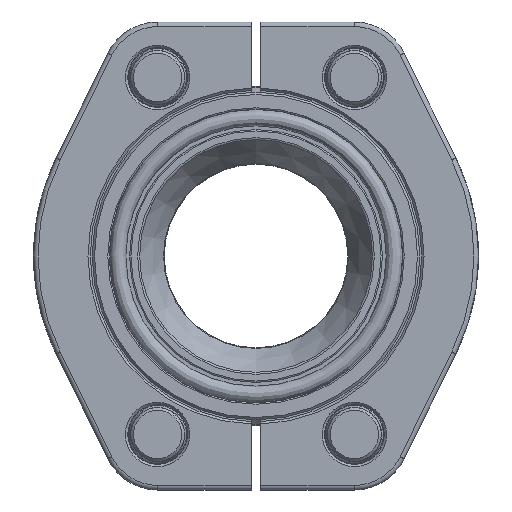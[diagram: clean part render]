
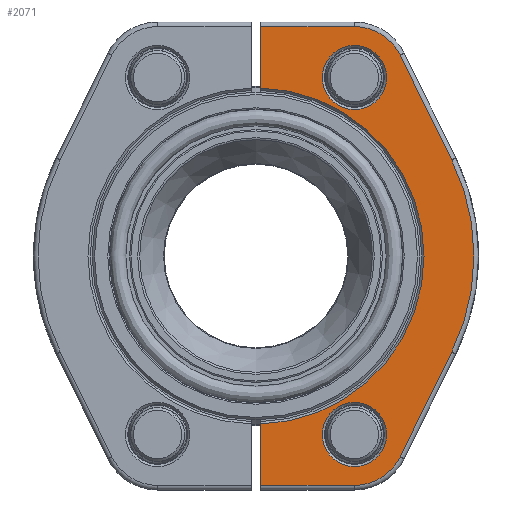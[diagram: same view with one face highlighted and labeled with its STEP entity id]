
A CAD part, left-side view. The second image highlights one B-rep face of the part: STEP entity #2071.
In plain terms, the highlighted face is planar.
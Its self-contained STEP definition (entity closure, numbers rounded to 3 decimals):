
#928=PLANE('',#2552);
#1089=EDGE_LOOP('',(#1475));
#1090=EDGE_LOOP('',(#1476));
#1091=EDGE_LOOP('',(#1477,#1478,#1479,#1480,#1481,#1482,#1483,#1484,#1485,
#1486));
#1214=CIRCLE('',#2546,7.);
#1215=CIRCLE('',#2547,7.);
#1216=CIRCLE('',#2548,36.625);
#1217=CIRCLE('',#2549,11.1);
#1218=CIRCLE('',#2550,47.5);
#1219=CIRCLE('',#2551,11.1);
#1475=ORIENTED_EDGE('',*,*,#1782,.T.);
#1476=ORIENTED_EDGE('',*,*,#1783,.T.);
#1477=ORIENTED_EDGE('',*,*,#1784,.T.);
#1478=ORIENTED_EDGE('',*,*,#1785,.T.);
#1479=ORIENTED_EDGE('',*,*,#1786,.T.);
#1480=ORIENTED_EDGE('',*,*,#1787,.T.);
#1481=ORIENTED_EDGE('',*,*,#1788,.T.);
#1482=ORIENTED_EDGE('',*,*,#1789,.T.);
#1483=ORIENTED_EDGE('',*,*,#1790,.T.);
#1484=ORIENTED_EDGE('',*,*,#1791,.T.);
#1485=ORIENTED_EDGE('',*,*,#1792,.T.);
#1486=ORIENTED_EDGE('',*,*,#1793,.T.);
#1782=EDGE_CURVE('',#2350,#2350,#1214,.T.);
#1783=EDGE_CURVE('',#2351,#2351,#1215,.T.);
#1784=EDGE_CURVE('',#2352,#2353,#1902,.T.);
#1785=EDGE_CURVE('',#2353,#2354,#1903,.T.);
#1786=EDGE_CURVE('',#2354,#2355,#1216,.T.);
#1787=EDGE_CURVE('',#2355,#2356,#1904,.T.);
#1788=EDGE_CURVE('',#2356,#2357,#1905,.T.);
#1789=EDGE_CURVE('',#2357,#2358,#1217,.T.);
#1790=EDGE_CURVE('',#2358,#2359,#1906,.T.);
#1791=EDGE_CURVE('',#2359,#2360,#1218,.T.);
#1792=EDGE_CURVE('',#2360,#2361,#1907,.T.);
#1793=EDGE_CURVE('',#2361,#2352,#1219,.T.);
#1902=LINE('',#3538,#1962);
#1903=LINE('',#3541,#1963);
#1904=LINE('',#3545,#1964);
#1905=LINE('',#3547,#1965);
#1906=LINE('',#3551,#1966);
#1907=LINE('',#3555,#1967);
#1962=VECTOR('',#2996,1.);
#1963=VECTOR('',#2997,1.);
#1964=VECTOR('',#3000,1.);
#1965=VECTOR('',#3001,1.);
#1966=VECTOR('',#3004,1.);
#1967=VECTOR('',#3007,1.);
#2071=ADVANCED_FACE('',(#2226,#2227,#2228),#928,.T.);
#2226=FACE_BOUND('',#1089,.T.);
#2227=FACE_BOUND('',#1090,.T.);
#2228=FACE_BOUND('',#1091,.T.);
#2350=VERTEX_POINT('',#3535);
#2351=VERTEX_POINT('',#3537);
#2352=VERTEX_POINT('',#3539);
#2353=VERTEX_POINT('',#3540);
#2354=VERTEX_POINT('',#3542);
#2355=VERTEX_POINT('',#3544);
#2356=VERTEX_POINT('',#3546);
#2357=VERTEX_POINT('',#3548);
#2358=VERTEX_POINT('',#3550);
#2359=VERTEX_POINT('',#3552);
#2360=VERTEX_POINT('',#3554);
#2361=VERTEX_POINT('',#3556);
#2546=AXIS2_PLACEMENT_3D('',#3534,#2992,#2993);
#2547=AXIS2_PLACEMENT_3D('',#3536,#2994,#2995);
#2548=AXIS2_PLACEMENT_3D('',#3543,#2998,#2999);
#2549=AXIS2_PLACEMENT_3D('',#3549,#3002,#3003);
#2550=AXIS2_PLACEMENT_3D('',#3553,#3005,#3006);
#2551=AXIS2_PLACEMENT_3D('',#3557,#3008,#3009);
#2552=AXIS2_PLACEMENT_3D('',#3558,#3010,#3011);
#2992=DIRECTION('',(0.,0.,1.));
#2993=DIRECTION('',(-1.,0.,0.));
#2994=DIRECTION('',(0.,0.,1.));
#2995=DIRECTION('',(-1.,0.,0.));
#2996=DIRECTION('',(0.,1.,0.));
#2997=DIRECTION('',(1.,0.,0.));
#2998=DIRECTION('',(0.,0.,1.));
#2999=DIRECTION('',(-1.,0.,0.));
#3000=DIRECTION('',(1.,0.,0.));
#3001=DIRECTION('',(0.,-1.,0.));
#3002=DIRECTION('',(0.,0.,-1.));
#3003=DIRECTION('',(-1.,0.,0.));
#3004=DIRECTION('',(-0.898,-0.441,0.));
#3005=DIRECTION('',(0.,0.,-1.));
#3006=DIRECTION('',(-1.,0.,0.));
#3007=DIRECTION('',(-0.898,0.441,0.));
#3008=DIRECTION('',(0.,0.,-1.));
#3009=DIRECTION('',(-1.,0.,0.));
#3010=DIRECTION('',(0.,0.,-1.));
#3011=DIRECTION('',(-1.,0.,0.));
#3534=CARTESIAN_POINT('',(-38.9,-21.45,0.));
#3535=CARTESIAN_POINT('',(-45.9,-21.45,0.));
#3536=CARTESIAN_POINT('',(38.9,-21.45,0.));
#3537=CARTESIAN_POINT('',(31.9,-21.45,0.));
#3538=CARTESIAN_POINT('',(-50.,-21.45,0.));
#3539=CARTESIAN_POINT('',(-50.,-21.45,0.));
#3540=CARTESIAN_POINT('',(-50.,-1.,0.));
#3541=CARTESIAN_POINT('',(-60.,-1.,0.));
#3542=CARTESIAN_POINT('',(-36.611,-1.,0.));
#3543=CARTESIAN_POINT('',(0.,0.,0.));
#3544=CARTESIAN_POINT('',(36.611,-1.,0.));
#3545=CARTESIAN_POINT('',(-60.,-1.,0.));
#3546=CARTESIAN_POINT('',(50.,-1.,0.));
#3547=CARTESIAN_POINT('',(50.,-21.45,0.));
#3548=CARTESIAN_POINT('',(50.,-21.45,0.));
#3549=CARTESIAN_POINT('',(38.9,-21.45,0.));
#3550=CARTESIAN_POINT('',(43.793,-31.414,0.));
#3551=CARTESIAN_POINT('',(43.793,-31.414,0.));
#3552=CARTESIAN_POINT('',(20.937,-42.637,0.));
#3553=CARTESIAN_POINT('',(0.,0.,0.));
#3554=CARTESIAN_POINT('',(-20.937,-42.637,0.));
#3555=CARTESIAN_POINT('',(18.892,-62.195,0.));
#3556=CARTESIAN_POINT('',(-43.793,-31.414,0.));
#3557=CARTESIAN_POINT('',(-38.9,-21.45,0.));
#3558=CARTESIAN_POINT('',(38.9,-21.45,0.));
